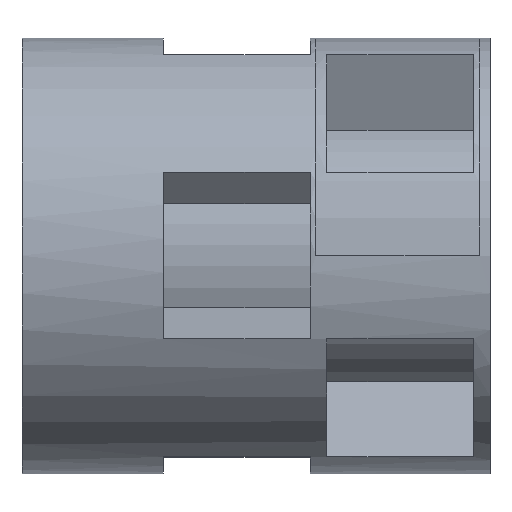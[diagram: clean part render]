
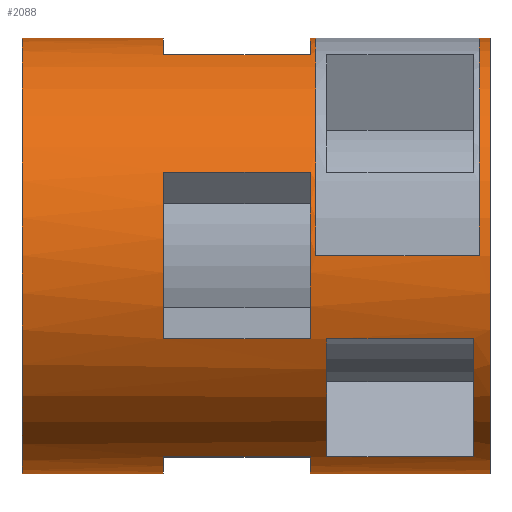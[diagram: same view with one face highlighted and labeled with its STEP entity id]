
A CAD part, top view. The second image highlights one B-rep face of the part: STEP entity #2088.
In plain terms, the highlighted cylindrical face has radius 40 mm (diameter 80 mm), a partial arc.
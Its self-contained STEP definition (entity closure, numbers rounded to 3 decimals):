
#68=DIRECTION('',(1.,0.,0.));
#69=VECTOR('',#68,30.);
#70=CARTESIAN_POINT('',(52.,0.,-40.));
#71=LINE('',#70,#69);
#72=DIRECTION('',(1.,0.,0.));
#73=VECTOR('',#72,2.);
#74=CARTESIAN_POINT('',(82.,-40.,0.));
#75=LINE('',#74,#73);
#76=CARTESIAN_POINT('',(82.,0.,0.));
#77=DIRECTION('',(1.,0.,0.));
#78=DIRECTION('',(0.,1.,0.));
#79=AXIS2_PLACEMENT_3D('',#76,#77,#78);
#81=DIRECTION('',(-1.,0.,0.));
#82=VECTOR('',#81,1.);
#83=CARTESIAN_POINT('',(52.,40.,0.));
#84=LINE('',#83,#82);
#99=DIRECTION('',(-1.,0.,0.));
#100=VECTOR('',#99,26.);
#101=CARTESIAN_POINT('',(24.,40.,0.));
#102=LINE('',#101,#100);
#103=DIRECTION('',(1.,0.,0.));
#104=VECTOR('',#103,26.);
#105=CARTESIAN_POINT('',(-2.,-40.,0.));
#106=LINE('',#105,#104);
#121=DIRECTION('',(1.,0.,0.));
#122=VECTOR('',#121,1.);
#123=CARTESIAN_POINT('',(51.,-40.,0.));
#124=LINE('',#123,#122);
#125=CARTESIAN_POINT('',(52.,0.,0.));
#126=DIRECTION('',(1.,0.,0.));
#127=DIRECTION('',(0.,-1.,0.));
#128=AXIS2_PLACEMENT_3D('',#125,#126,#127);
#219=CARTESIAN_POINT('',(54.,0.,0.));
#220=DIRECTION('',(1.,0.,0.));
#221=DIRECTION('',(0.,-0.924,-0.383));
#222=AXIS2_PLACEMENT_3D('',#219,#220,#221);
#224=DIRECTION('',(1.,0.,0.));
#225=VECTOR('',#224,27.);
#226=CARTESIAN_POINT('',(54.,-15.307,-36.955));
#227=LINE('',#226,#225);
#228=CARTESIAN_POINT('',(81.,0.,0.));
#229=DIRECTION('',(1.,0.,0.));
#230=DIRECTION('',(0.,-0.924,-0.383));
#231=AXIS2_PLACEMENT_3D('',#228,#229,#230);
#233=DIRECTION('',(1.,0.,0.));
#234=VECTOR('',#233,27.);
#235=CARTESIAN_POINT('',(54.,-36.955,-15.307));
#236=LINE('',#235,#234);
#237=CARTESIAN_POINT('',(54.,0.,0.));
#238=DIRECTION('',(1.,0.,0.));
#239=DIRECTION('',(0.,-0.383,0.924));
#240=AXIS2_PLACEMENT_3D('',#237,#238,#239);
#242=DIRECTION('',(1.,0.,0.));
#243=VECTOR('',#242,27.);
#244=CARTESIAN_POINT('',(54.,-36.955,15.307));
#245=LINE('',#244,#243);
#246=CARTESIAN_POINT('',(81.,0.,0.));
#247=DIRECTION('',(1.,0.,0.));
#248=DIRECTION('',(0.,-0.383,0.924));
#249=AXIS2_PLACEMENT_3D('',#246,#247,#248);
#251=DIRECTION('',(1.,0.,0.));
#252=VECTOR('',#251,27.);
#253=CARTESIAN_POINT('',(54.,-15.307,36.955));
#254=LINE('',#253,#252);
#255=CARTESIAN_POINT('',(24.,0.,0.));
#256=DIRECTION('',(1.,0.,0.));
#257=DIRECTION('',(0.,0.383,0.924));
#258=AXIS2_PLACEMENT_3D('',#255,#256,#257);
#260=DIRECTION('',(1.,0.,0.));
#261=VECTOR('',#260,27.);
#262=CARTESIAN_POINT('',(24.,-15.307,36.955));
#263=LINE('',#262,#261);
#264=CARTESIAN_POINT('',(51.,0.,0.));
#265=DIRECTION('',(1.,0.,0.));
#266=DIRECTION('',(0.,0.383,0.924));
#267=AXIS2_PLACEMENT_3D('',#264,#265,#266);
#269=DIRECTION('',(1.,0.,0.));
#270=VECTOR('',#269,27.);
#271=CARTESIAN_POINT('',(24.,15.307,36.955));
#272=LINE('',#271,#270);
#273=DIRECTION('',(1.,0.,0.));
#274=VECTOR('',#273,30.);
#275=CARTESIAN_POINT('',(52.,0.,40.));
#276=LINE('',#275,#274);
#277=DIRECTION('',(1.,0.,0.));
#278=VECTOR('',#277,2.);
#279=CARTESIAN_POINT('',(82.,40.,0.));
#280=LINE('',#279,#278);
#281=CARTESIAN_POINT('',(82.,0.,0.));
#282=DIRECTION('',(1.,0.,0.));
#283=DIRECTION('',(0.,-1.,0.));
#284=AXIS2_PLACEMENT_3D('',#281,#282,#283);
#286=CARTESIAN_POINT('',(51.,0.,0.));
#287=DIRECTION('',(1.,0.,0.));
#288=DIRECTION('',(0.,-0.924,0.383));
#289=AXIS2_PLACEMENT_3D('',#286,#287,#288);
#291=DIRECTION('',(1.,0.,0.));
#292=VECTOR('',#291,27.);
#293=CARTESIAN_POINT('',(24.,-36.955,15.307));
#294=LINE('',#293,#292);
#295=CARTESIAN_POINT('',(24.,0.,0.));
#296=DIRECTION('',(1.,0.,0.));
#297=DIRECTION('',(0.,-0.924,0.383));
#298=AXIS2_PLACEMENT_3D('',#295,#296,#297);
#300=CARTESIAN_POINT('',(24.,0.,0.));
#301=DIRECTION('',(1.,0.,0.));
#302=DIRECTION('',(0.,1.,0.));
#303=AXIS2_PLACEMENT_3D('',#300,#301,#302);
#305=DIRECTION('',(1.,0.,0.));
#306=VECTOR('',#305,27.);
#307=CARTESIAN_POINT('',(24.,36.955,15.307));
#308=LINE('',#307,#306);
#309=CARTESIAN_POINT('',(51.,0.,0.));
#310=DIRECTION('',(1.,0.,0.));
#311=DIRECTION('',(0.,1.,0.));
#312=AXIS2_PLACEMENT_3D('',#309,#310,#311);
#314=CARTESIAN_POINT('',(52.,0.,0.));
#315=DIRECTION('',(1.,0.,0.));
#316=DIRECTION('',(0.,1.,0.));
#317=AXIS2_PLACEMENT_3D('',#314,#315,#316);
#426=CARTESIAN_POINT('',(84.,0.,0.));
#427=DIRECTION('',(1.,0.,0.));
#428=DIRECTION('',(0.,1.,0.));
#429=AXIS2_PLACEMENT_3D('',#426,#427,#428);
#1194=CARTESIAN_POINT('',(-2.,0.,0.));
#1195=DIRECTION('',(1.,0.,0.));
#1196=DIRECTION('',(0.,1.,0.));
#1197=AXIS2_PLACEMENT_3D('',#1194,#1195,#1196);
#1333=CARTESIAN_POINT('',(-2.,-40.,0.));
#1334=CARTESIAN_POINT('',(-2.,40.,0.));
#1335=VERTEX_POINT('',#1333);
#1336=VERTEX_POINT('',#1334);
#1377=CARTESIAN_POINT('',(24.,-15.307,36.955));
#1378=VERTEX_POINT('',#1377);
#1379=CARTESIAN_POINT('',(24.,15.307,36.955));
#1380=VERTEX_POINT('',#1379);
#1381=CARTESIAN_POINT('',(51.,-15.307,36.955));
#1382=VERTEX_POINT('',#1381);
#1383=CARTESIAN_POINT('',(51.,15.307,36.955));
#1384=VERTEX_POINT('',#1383);
#1393=CARTESIAN_POINT('',(24.,-40.,0.));
#1395=VERTEX_POINT('',#1393);
#1397=CARTESIAN_POINT('',(51.,-40.,0.));
#1399=VERTEX_POINT('',#1397);
#1401=CARTESIAN_POINT('',(24.,-36.955,15.307));
#1402=VERTEX_POINT('',#1401);
#1403=CARTESIAN_POINT('',(51.,-36.955,15.307));
#1404=VERTEX_POINT('',#1403);
#1415=CARTESIAN_POINT('',(24.,36.955,15.307));
#1416=VERTEX_POINT('',#1415);
#1419=CARTESIAN_POINT('',(51.,36.955,15.307));
#1420=VERTEX_POINT('',#1419);
#1421=CARTESIAN_POINT('',(24.,40.,0.));
#1422=VERTEX_POINT('',#1421);
#1423=CARTESIAN_POINT('',(51.,40.,0.));
#1424=VERTEX_POINT('',#1423);
#1471=CARTESIAN_POINT('',(52.,-40.,0.));
#1472=CARTESIAN_POINT('',(52.,0.,-40.));
#1473=VERTEX_POINT('',#1471);
#1474=VERTEX_POINT('',#1472);
#1475=CARTESIAN_POINT('',(52.,40.,0.));
#1476=CARTESIAN_POINT('',(52.,0.,40.));
#1477=VERTEX_POINT('',#1475);
#1478=VERTEX_POINT('',#1476);
#1541=CARTESIAN_POINT('',(54.,-15.307,36.955));
#1542=CARTESIAN_POINT('',(54.,-36.955,15.307));
#1543=VERTEX_POINT('',#1541);
#1544=VERTEX_POINT('',#1542);
#1545=CARTESIAN_POINT('',(81.,-15.307,36.955));
#1546=CARTESIAN_POINT('',(81.,-36.955,15.307));
#1547=VERTEX_POINT('',#1545);
#1548=VERTEX_POINT('',#1546);
#1573=CARTESIAN_POINT('',(54.,-15.307,-36.955));
#1574=VERTEX_POINT('',#1573);
#1575=CARTESIAN_POINT('',(54.,-36.955,-15.307));
#1576=VERTEX_POINT('',#1575);
#1577=CARTESIAN_POINT('',(81.,-15.307,-36.955));
#1578=VERTEX_POINT('',#1577);
#1579=CARTESIAN_POINT('',(81.,-36.955,-15.307));
#1580=VERTEX_POINT('',#1579);
#1665=CARTESIAN_POINT('',(84.,-40.,0.));
#1666=CARTESIAN_POINT('',(84.,40.,0.));
#1667=VERTEX_POINT('',#1665);
#1668=VERTEX_POINT('',#1666);
#1669=CARTESIAN_POINT('',(82.,40.,0.));
#1670=CARTESIAN_POINT('',(82.,0.,40.));
#1671=VERTEX_POINT('',#1669);
#1672=VERTEX_POINT('',#1670);
#1673=CARTESIAN_POINT('',(82.,-40.,0.));
#1674=CARTESIAN_POINT('',(82.,0.,-40.));
#1675=VERTEX_POINT('',#1673);
#1676=VERTEX_POINT('',#1674);
#2023=CARTESIAN_POINT('',(-2.,0.,0.));
#2024=DIRECTION('',(1.,0.,0.));
#2025=DIRECTION('',(0.,-1.,0.));
#2026=AXIS2_PLACEMENT_3D('',#2023,#2024,#2025);
#2027=CYLINDRICAL_SURFACE('',#2026,40.);
#2028=ORIENTED_EDGE('',*,*,#1774,.T.);
#2029=ORIENTED_EDGE('',*,*,#1772,.F.);
#2030=ORIENTED_EDGE('',*,*,#1770,.T.);
#2032=ORIENTED_EDGE('',*,*,#2031,.T.);
#2033=ORIENTED_EDGE('',*,*,#1766,.F.);
#2034=ORIENTED_EDGE('',*,*,#1764,.T.);
#2035=ORIENTED_EDGE('',*,*,#1762,.F.);
#2036=ORIENTED_EDGE('',*,*,#1800,.F.);
#2037=ORIENTED_EDGE('',*,*,#1798,.F.);
#2039=ORIENTED_EDGE('',*,*,#2038,.F.);
#2041=ORIENTED_EDGE('',*,*,#2040,.F.);
#2043=ORIENTED_EDGE('',*,*,#2042,.T.);
#2044=ORIENTED_EDGE('',*,*,#1790,.F.);
#2046=ORIENTED_EDGE('',*,*,#2045,.F.);
#2047=ORIENTED_EDGE('',*,*,#1786,.F.);
#2049=ORIENTED_EDGE('',*,*,#2048,.T.);
#2051=ORIENTED_EDGE('',*,*,#2050,.T.);
#2053=ORIENTED_EDGE('',*,*,#2052,.F.);
#2054=ORIENTED_EDGE('',*,*,#1778,.F.);
#2055=ORIENTED_EDGE('',*,*,#1776,.T.);
#2056=EDGE_LOOP('',(#2028,#2029,#2030,#2032,#2033,#2034,#2035,#2036,#2037,#2039,
#2041,#2043,#2044,#2046,#2047,#2049,#2051,#2053,#2054,#2055));
#2057=FACE_OUTER_BOUND('',#2056,.F.);
#2059=ORIENTED_EDGE('',*,*,#2058,.T.);
#2061=ORIENTED_EDGE('',*,*,#2060,.T.);
#2063=ORIENTED_EDGE('',*,*,#2062,.F.);
#2065=ORIENTED_EDGE('',*,*,#2064,.F.);
#2066=EDGE_LOOP('',(#2059,#2061,#2063,#2065));
#2067=FACE_BOUND('',#2066,.F.);
#2069=ORIENTED_EDGE('',*,*,#2068,.T.);
#2071=ORIENTED_EDGE('',*,*,#2070,.T.);
#2073=ORIENTED_EDGE('',*,*,#2072,.F.);
#2075=ORIENTED_EDGE('',*,*,#2074,.F.);
#2076=EDGE_LOOP('',(#2069,#2071,#2073,#2075));
#2077=FACE_BOUND('',#2076,.F.);
#2079=ORIENTED_EDGE('',*,*,#2078,.T.);
#2081=ORIENTED_EDGE('',*,*,#2080,.T.);
#2083=ORIENTED_EDGE('',*,*,#2082,.F.);
#2085=ORIENTED_EDGE('',*,*,#2084,.F.);
#2086=EDGE_LOOP('',(#2079,#2081,#2083,#2085));
#2087=FACE_BOUND('',#2086,.F.);
#2088=ADVANCED_FACE('',(#2057,#2067,#2077,#2087),#2027,.T.);
#80=CIRCLE('',#79,40.);
#129=CIRCLE('',#128,40.);
#223=CIRCLE('',#222,40.);
#232=CIRCLE('',#231,40.);
#241=CIRCLE('',#240,40.);
#250=CIRCLE('',#249,40.);
#259=CIRCLE('',#258,40.);
#268=CIRCLE('',#267,40.);
#285=CIRCLE('',#284,40.);
#290=CIRCLE('',#289,40.);
#299=CIRCLE('',#298,40.);
#304=CIRCLE('',#303,40.);
#313=CIRCLE('',#312,40.);
#318=CIRCLE('',#317,40.);
#430=CIRCLE('',#429,40.);
#1198=CIRCLE('',#1197,40.);
#1762=EDGE_CURVE('',#1474,#1676,#71,.T.);
#1764=EDGE_CURVE('',#1675,#1676,#285,.T.);
#1766=EDGE_CURVE('',#1675,#1667,#75,.T.);
#1770=EDGE_CURVE('',#1671,#1668,#280,.T.);
#1772=EDGE_CURVE('',#1671,#1672,#80,.T.);
#1774=EDGE_CURVE('',#1478,#1672,#276,.T.);
#1776=EDGE_CURVE('',#1477,#1478,#318,.T.);
#1778=EDGE_CURVE('',#1477,#1424,#84,.T.);
#1786=EDGE_CURVE('',#1422,#1336,#102,.T.);
#1790=EDGE_CURVE('',#1335,#1395,#106,.T.);
#1798=EDGE_CURVE('',#1399,#1473,#124,.T.);
#1800=EDGE_CURVE('',#1473,#1474,#129,.T.);
#2031=EDGE_CURVE('',#1668,#1667,#430,.T.);
#2038=EDGE_CURVE('',#1404,#1399,#290,.T.);
#2040=EDGE_CURVE('',#1402,#1404,#294,.T.);
#2042=EDGE_CURVE('',#1402,#1395,#299,.T.);
#2045=EDGE_CURVE('',#1336,#1335,#1198,.T.);
#2048=EDGE_CURVE('',#1422,#1416,#304,.T.);
#2050=EDGE_CURVE('',#1416,#1420,#308,.T.);
#2052=EDGE_CURVE('',#1424,#1420,#313,.T.);
#2058=EDGE_CURVE('',#1543,#1544,#241,.T.);
#2060=EDGE_CURVE('',#1544,#1548,#245,.T.);
#2062=EDGE_CURVE('',#1547,#1548,#250,.T.);
#2064=EDGE_CURVE('',#1543,#1547,#254,.T.);
#2068=EDGE_CURVE('',#1380,#1378,#259,.T.);
#2070=EDGE_CURVE('',#1378,#1382,#263,.T.);
#2072=EDGE_CURVE('',#1384,#1382,#268,.T.);
#2074=EDGE_CURVE('',#1380,#1384,#272,.T.);
#2078=EDGE_CURVE('',#1576,#1574,#223,.T.);
#2080=EDGE_CURVE('',#1574,#1578,#227,.T.);
#2082=EDGE_CURVE('',#1580,#1578,#232,.T.);
#2084=EDGE_CURVE('',#1576,#1580,#236,.T.);
